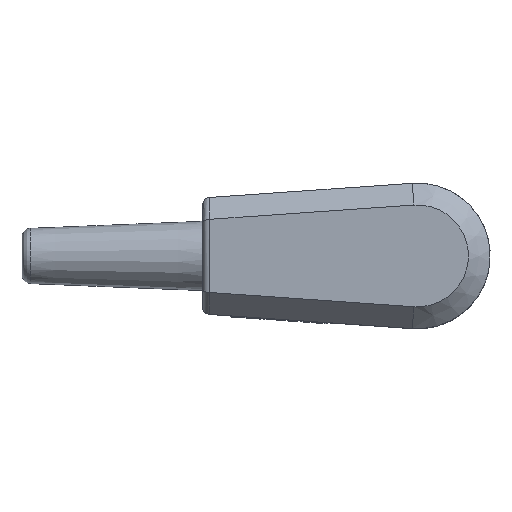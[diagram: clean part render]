
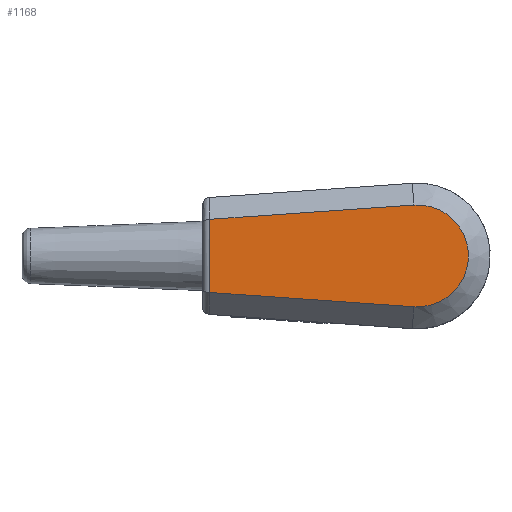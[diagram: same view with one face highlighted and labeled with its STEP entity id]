
A CAD part, top view. The second image highlights one B-rep face of the part: STEP entity #1168.
In plain terms, the highlighted planar face has unit normal (0, 0, 1).
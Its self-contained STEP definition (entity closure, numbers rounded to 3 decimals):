
#474=LINE('',#6190,#818);
#475=LINE('',#6193,#819);
#476=LINE('',#6197,#820);
#818=VECTOR('',#4926,1.);
#819=VECTOR('',#4927,1.);
#820=VECTOR('',#4930,1.);
#1168=ADVANCED_FACE('',(#1531),#1362,.T.);
#1362=PLANE('',#4152);
#1531=FACE_OUTER_BOUND('',#1733,.T.);
#1733=EDGE_LOOP('',(#2423,#2424,#2425,#2426));
#2423=ORIENTED_EDGE('',*,*,#3636,.T.);
#2424=ORIENTED_EDGE('',*,*,#3637,.T.);
#2425=ORIENTED_EDGE('',*,*,#3638,.T.);
#2426=ORIENTED_EDGE('',*,*,#3639,.T.);
#3174=VERTEX_POINT('',#6191);
#3175=VERTEX_POINT('',#6192);
#3176=VERTEX_POINT('',#6194);
#3177=VERTEX_POINT('',#6196);
#3636=EDGE_CURVE('',#3174,#3175,#474,.T.);
#3637=EDGE_CURVE('',#3175,#3176,#475,.T.);
#3638=EDGE_CURVE('',#3176,#3177,#3898,.T.);
#3639=EDGE_CURVE('',#3177,#3174,#476,.T.);
#3898=CIRCLE('',#4151,7.);
#4151=AXIS2_PLACEMENT_3D('',#6195,#4928,#4929);
#4152=AXIS2_PLACEMENT_3D('',#6198,#4931,#4932);
#4926=DIRECTION('',(0.,-1.,0.));
#4927=DIRECTION('',(0.998,-0.07,0.));
#4928=DIRECTION('',(0.,0.,1.));
#4929=DIRECTION('',(-0.07,-0.998,0.));
#4930=DIRECTION('',(-0.998,-0.07,0.));
#4931=DIRECTION('',(0.,0.,1.));
#4932=DIRECTION('',(0.,-1.,0.));
#6190=CARTESIAN_POINT('',(-28.5,5.024,32.45));
#6191=CARTESIAN_POINT('',(-28.5,5.024,32.45));
#6192=CARTESIAN_POINT('',(-28.5,-5.024,32.45));
#6193=CARTESIAN_POINT('',(-28.5,-5.024,32.45));
#6194=CARTESIAN_POINT('',(-0.488,-6.983,32.45));
#6195=CARTESIAN_POINT('',(0.,0.,32.45));
#6196=CARTESIAN_POINT('',(-0.488,6.983,32.45));
#6197=CARTESIAN_POINT('',(-0.488,6.983,32.45));
#6198=CARTESIAN_POINT('',(-31.475,7.853,32.45));
